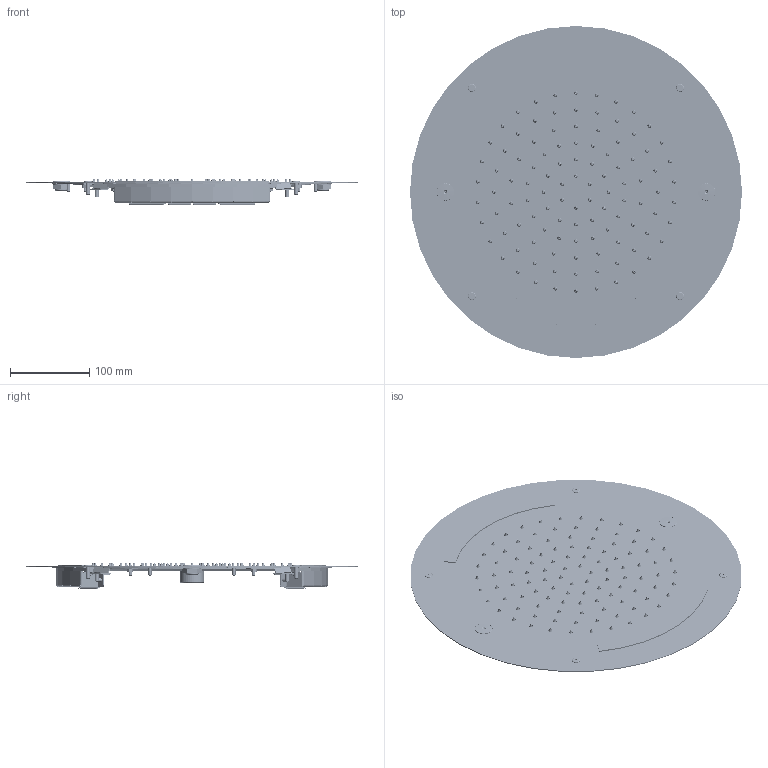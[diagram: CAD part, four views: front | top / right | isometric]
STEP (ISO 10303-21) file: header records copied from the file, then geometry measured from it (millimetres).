
FILE_DESCRIPTION(('STEP AP214'),'1');
FILE_NAME('Art.70231.stp','2023-06-12T05:32:50',(' '),(' '),'Spatial InterOp 3D',' ',' ');
FILE_SCHEMA(('AUTOMOTIVE_DESIGN { 1 0 10303 214 1 1 1 1 }'));
Length unit declared in the file: millimetre
Products named in the file (290): S.00340; ASSEM1; Art.70231; S.00110; S.00207; 23393; T.RA141; 24325; P.00100; C_13436; STRIPS1000RGB; Seg. Guaina; Seg. LED; S.00180; 23002; 23018; S.00317; 23001; 23000; S.00422; A.00075; GrT.RA069 (Int); A.00081; A.00082; T.RA069; S.00185; 22999; T.RA063; 22997
Assembly tree (438 placements, depth 4):
  Art.70231
    S.00340  x12
      ASSEM1
      (unnamed)
      (unnamed)
      (unnamed)
      (unnamed)
      (unnamed)
      (unnamed)
      (unnamed)
      (unnamed)
      S.00340
    S.00110  x4
    S.00207  x4
      ASSEM1
      S.00207
    23393
      ASSEM1
      (unnamed)
      (unnamed)
      (unnamed)
      (unnamed)
      (unnamed)
      (unnamed)
      (unnamed)
      (unnamed)
      (unnamed)
      (unnamed)
      (unnamed)
      (unnamed)
      (unnamed)
      (unnamed)
      (unnamed)
      (unnamed)
      (unnamed)
      (unnamed)
      (unnamed)
      (unnamed)
      (unnamed)
      (unnamed)
      (unnamed)
      (unnamed)
      (unnamed)
      (unnamed)
      (unnamed)
      (unnamed)
      (unnamed)
      (unnamed)
      (unnamed)
      (unnamed)
      (unnamed)
      (unnamed)
      (unnamed)
      (unnamed)
      (unnamed)
      (unnamed)
      (unnamed)
      (unnamed)
      (unnamed)
      (unnamed)
Bounding box: 420 x 420 x 32.54 mm (x, y, z)
Volume: 513157.4 mm3; surface area: 779123.5 mm2
Topology: 185 solids, 185 shells, 5253 faces, 12892 edges, 8296 vertices
Faces by surface type: cylinder 1759, plane 1753, torus 1233, cone 190, bspline 166, sphere 120, extrusion 32
Full cylindrical faces by diameter (mm): 0.4 x16, 1 x2, 1.5 x110, 1.7 x108, 2.6 x4, 3 x18, 3.1 x108, 3.3 x120, 4 x16, 4.4 x4, 4.5 x2, 4.6 x16, 4.8 x4, 5 x224, 5.2 x8, 5.5 x4, 6 x6, 6.2 x12, 6.5 x2, 6.6 x8, 7 x4, 8.566 x2, 9.5 x2, 10 x112, 12 x4, 14 x1, 14.95 x2, 16.4 x1, 16.65 x4, 17 x2
Entity records: 70786 total; most frequent: CARTESIAN_POINT 9465, DIRECTION 8384, ORIENTED_EDGE 6100, AXIS2_PLACEMENT_3D 3441, EDGE_CURVE 3050, EDGE_LOOP 2236, VERTEX_POINT 2118, FACE_OUTER_BOUND 1651
